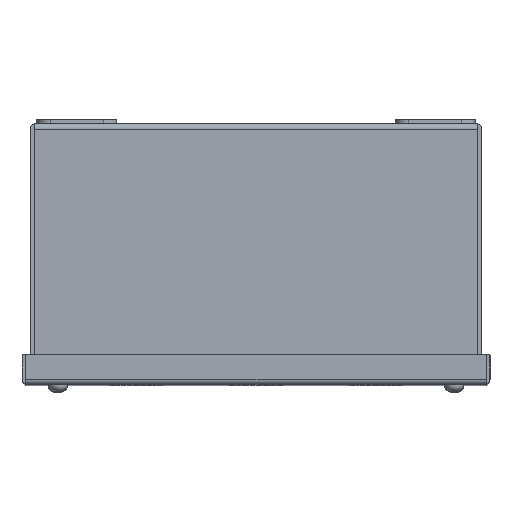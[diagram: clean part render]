
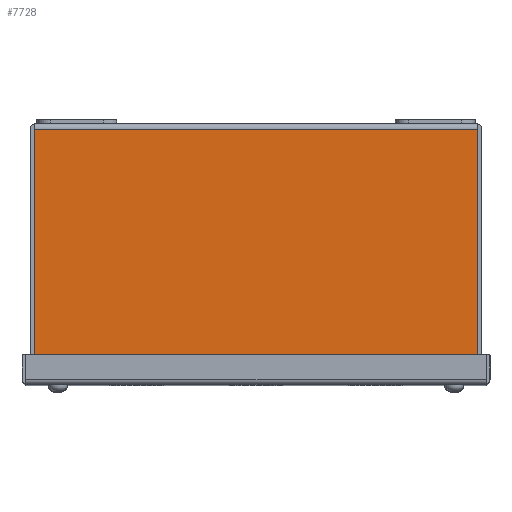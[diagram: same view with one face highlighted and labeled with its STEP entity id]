
A CAD part, top view. The second image highlights one B-rep face of the part: STEP entity #7728.
In plain terms, the highlighted planar face has unit normal (0, 0, 1).
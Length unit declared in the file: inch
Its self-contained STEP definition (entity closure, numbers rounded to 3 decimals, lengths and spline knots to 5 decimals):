
#161 = VERTEX_POINT ( 'NONE', #22097 ) ;
#411 = DIRECTION ( 'NONE',  ( -1., 0., 0. ) ) ;
#1134 = CARTESIAN_POINT ( 'NONE',  ( 4.17721, -0.108, 4.75 ) ) ;
#2025 = AXIS2_PLACEMENT_3D ( 'NONE', #4094, #6323, #16590 ) ;
#4006 = CARTESIAN_POINT ( 'NONE',  ( -4.17721, -4.642, 4.75 ) ) ;
#4094 = CARTESIAN_POINT ( 'NONE',  ( 29.156, 0., 4.75 ) ) ;
#4238 = ORIENTED_EDGE ( 'NONE', *, *, #22856, .T. ) ;
#4669 = VERTEX_POINT ( 'NONE', #15013 ) ;
#5191 = EDGE_CURVE ( 'NONE', #161, #9921, #25647, .T. ) ;
#5389 = VECTOR ( 'NONE', #6247, 39.37008 ) ;
#6247 = DIRECTION ( 'NONE',  ( 0., -1., 0. ) ) ;
#6323 = DIRECTION ( 'NONE',  ( 0., 0., -1. ) ) ;
#6369 = LINE ( 'NONE', #23430, #5389 ) ;
#6394 = VECTOR ( 'NONE', #411, 39.37008 ) ;
#6455 = FACE_OUTER_BOUND ( 'NONE', #15186, .T. ) ;
#6777 = DIRECTION ( 'NONE',  ( 0., -1., 0. ) ) ;
#6931 = VECTOR ( 'NONE', #6777, 39.37008 ) ;
#7728 = ADVANCED_FACE ( 'NONE', ( #6455 ), #10335, .F. ) ;
#9921 = VERTEX_POINT ( 'NONE', #4006 ) ;
#10335 = PLANE ( 'NONE',  #2025 ) ;
#11157 = VERTEX_POINT ( 'NONE', #1134 ) ;
#12886 = CARTESIAN_POINT ( 'NONE',  ( 4.17721, 39.37008, 4.75 ) ) ;
#15013 = CARTESIAN_POINT ( 'NONE',  ( -4.17721, -0.108, 4.75 ) ) ;
#15186 = EDGE_LOOP ( 'NONE', ( #22660, #17585, #26045, #4238 ) ) ;
#15412 = EDGE_CURVE ( 'NONE', #11157, #161, #23422, .T. ) ;
#15687 = EDGE_CURVE ( 'NONE', #4669, #11157, #20912, .T. ) ;
#16590 = DIRECTION ( 'NONE',  ( -1., 0., 0. ) ) ;
#16750 = DIRECTION ( 'NONE',  ( 1., 0., 0. ) ) ;
#17585 = ORIENTED_EDGE ( 'NONE', *, *, #15412, .F. ) ;
#19425 = CARTESIAN_POINT ( 'NONE',  ( 29.156, -4.642, 4.75 ) ) ;
#20691 = VECTOR ( 'NONE', #16750, 39.37008 ) ;
#20912 = LINE ( 'NONE', #24636, #20691 ) ;
#22097 = CARTESIAN_POINT ( 'NONE',  ( 4.17721, -4.642, 4.75 ) ) ;
#22660 = ORIENTED_EDGE ( 'NONE', *, *, #5191, .F. ) ;
#22856 = EDGE_CURVE ( 'NONE', #4669, #9921, #6369, .T. ) ;
#23422 = LINE ( 'NONE', #12886, #6931 ) ;
#23430 = CARTESIAN_POINT ( 'NONE',  ( -4.17721, 39.37008, 4.75 ) ) ;
#24636 = CARTESIAN_POINT ( 'NONE',  ( -4.142, -0.108, 4.75 ) ) ;
#25647 = LINE ( 'NONE', #19425, #6394 ) ;
#26045 = ORIENTED_EDGE ( 'NONE', *, *, #15687, .F. ) ;
